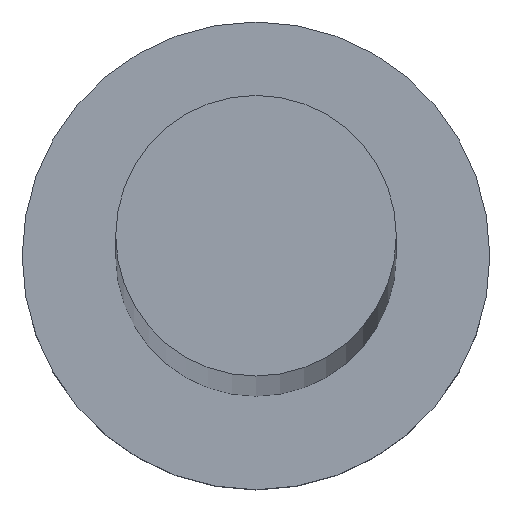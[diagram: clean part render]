
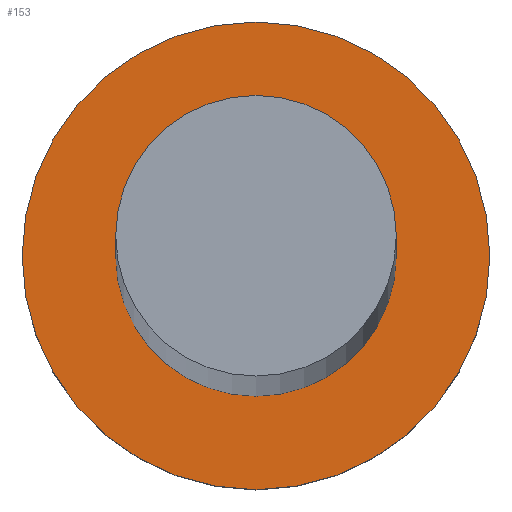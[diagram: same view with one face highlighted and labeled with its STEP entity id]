
A CAD part, top view. The second image highlights one B-rep face of the part: STEP entity #153.
In plain terms, the highlighted planar face has unit normal (0, 0, 1).
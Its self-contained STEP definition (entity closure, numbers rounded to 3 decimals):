
#2 = CARTESIAN_POINT ( 'NONE',  ( 10., 0., 7. ) ) ;
#6 = DIRECTION ( 'NONE',  ( 0., 0., 1. ) ) ;
#7 = ORIENTED_EDGE ( 'NONE', *, *, #246, .F. ) ;
#26 = FACE_OUTER_BOUND ( 'NONE', #141, .T. ) ;
#32 = CARTESIAN_POINT ( 'NONE',  ( 0., 0., 7. ) ) ;
#44 = CARTESIAN_POINT ( 'NONE',  ( 6., 0., 7. ) ) ;
#48 = ORIENTED_EDGE ( 'NONE', *, *, #217, .T. ) ;
#52 = DIRECTION ( 'NONE',  ( 1., 0., 0. ) ) ;
#58 = ORIENTED_EDGE ( 'NONE', *, *, #86, .F. ) ;
#60 = FACE_BOUND ( 'NONE', #69, .T. ) ;
#69 = EDGE_LOOP ( 'NONE', ( #58, #7 ) ) ;
#76 = EDGE_CURVE ( 'NONE', #144, #120, #176, .T. ) ;
#79 = CARTESIAN_POINT ( 'NONE',  ( 0., 0., 7. ) ) ;
#80 = DIRECTION ( 'NONE',  ( 1., 0., 0. ) ) ;
#81 = AXIS2_PLACEMENT_3D ( 'NONE', #134, #6, #164 ) ;
#83 = CARTESIAN_POINT ( 'NONE',  ( -6., 0., 7. ) ) ;
#86 = EDGE_CURVE ( 'NONE', #116, #121, #95, .T. ) ;
#95 = CIRCLE ( 'NONE', #123, 6. ) ;
#96 = PLANE ( 'NONE',  #119 ) ;
#110 = DIRECTION ( 'NONE',  ( 1., 0., 0. ) ) ;
#112 = CARTESIAN_POINT ( 'NONE',  ( -10., 0., 7. ) ) ;
#113 = CARTESIAN_POINT ( 'NONE',  ( 0., 0., 7. ) ) ;
#114 = DIRECTION ( 'NONE',  ( 0., 0., 1. ) ) ;
#115 = AXIS2_PLACEMENT_3D ( 'NONE', #241, #114, #160 ) ;
#116 = VERTEX_POINT ( 'NONE', #83 ) ;
#119 = AXIS2_PLACEMENT_3D ( 'NONE', #113, #136, #80 ) ;
#120 = VERTEX_POINT ( 'NONE', #2 ) ;
#121 = VERTEX_POINT ( 'NONE', #44 ) ;
#122 = CIRCLE ( 'NONE', #115, 6. ) ;
#123 = AXIS2_PLACEMENT_3D ( 'NONE', #79, #230, #52 ) ;
#134 = CARTESIAN_POINT ( 'NONE',  ( 0., 0., 7. ) ) ;
#136 = DIRECTION ( 'NONE',  ( 0., 0., 1. ) ) ;
#141 = EDGE_LOOP ( 'NONE', ( #165, #48 ) ) ;
#144 = VERTEX_POINT ( 'NONE', #112 ) ;
#153 = ADVANCED_FACE ( 'NONE', ( #60, #26 ), #96, .T. ) ;
#160 = DIRECTION ( 'NONE',  ( 1., 0., 0. ) ) ;
#164 = DIRECTION ( 'NONE',  ( 1., 0., 0. ) ) ;
#165 = ORIENTED_EDGE ( 'NONE', *, *, #76, .T. ) ;
#174 = DIRECTION ( 'NONE',  ( 0., 0., 1. ) ) ;
#176 = CIRCLE ( 'NONE', #244, 10. ) ;
#217 = EDGE_CURVE ( 'NONE', #120, #144, #240, .T. ) ;
#230 = DIRECTION ( 'NONE',  ( 0., 0., 1. ) ) ;
#240 = CIRCLE ( 'NONE', #81, 10. ) ;
#241 = CARTESIAN_POINT ( 'NONE',  ( 0., 0., 7. ) ) ;
#244 = AXIS2_PLACEMENT_3D ( 'NONE', #32, #174, #110 ) ;
#246 = EDGE_CURVE ( 'NONE', #121, #116, #122, .T. ) ;
